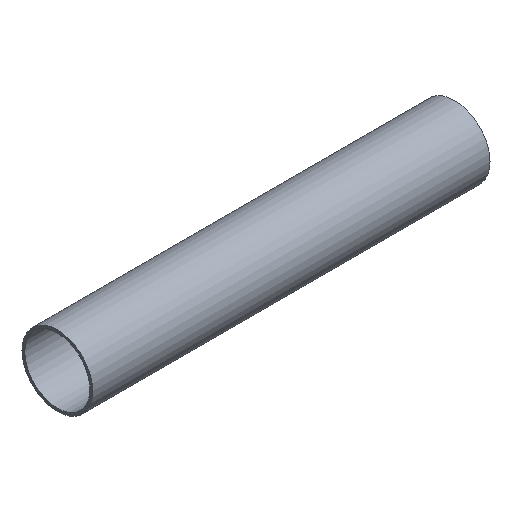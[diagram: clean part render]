
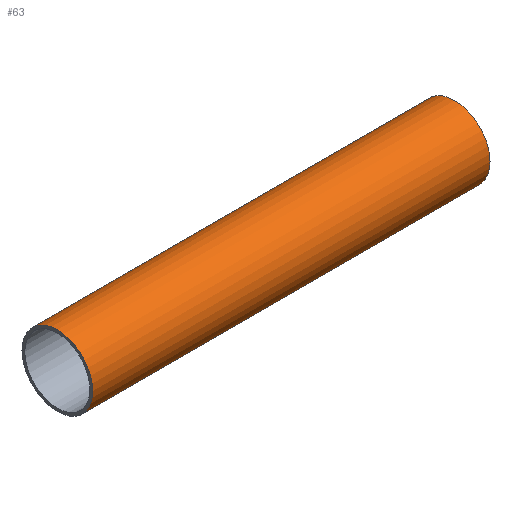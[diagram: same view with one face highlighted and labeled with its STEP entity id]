
A CAD part, isometric view. The second image highlights one B-rep face of the part: STEP entity #63.
In plain terms, the highlighted cylindrical face has radius 10.125 mm (diameter 20.25 mm), a full revolution.
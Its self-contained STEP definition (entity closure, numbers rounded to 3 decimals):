
#21=FACE_OUTER_BOUND('',#26,.T.);
#26=EDGE_LOOP('',(#53,#54,#55,#56));
#30=LINE('',#108,#32);
#32=VECTOR('',#92,10.125);
#35=CIRCLE('',#71,10.125);
#36=CIRCLE('',#73,10.125);
#39=VERTEX_POINT('',#103);
#40=VERTEX_POINT('',#106);
#44=EDGE_CURVE('',#39,#39,#35,.T.);
#45=EDGE_CURVE('',#40,#40,#36,.T.);
#46=EDGE_CURVE('',#40,#39,#30,.T.);
#53=ORIENTED_EDGE('',*,*,#45,.F.);
#54=ORIENTED_EDGE('',*,*,#46,.T.);
#55=ORIENTED_EDGE('',*,*,#44,.T.);
#56=ORIENTED_EDGE('',*,*,#46,.F.);
#60=CYLINDRICAL_SURFACE('',#72,10.125);
#63=ADVANCED_FACE('',(#21),#60,.T.);
#71=AXIS2_PLACEMENT_3D('',#104,#86,#87);
#72=AXIS2_PLACEMENT_3D('',#105,#88,#89);
#73=AXIS2_PLACEMENT_3D('',#107,#90,#91);
#86=DIRECTION('center_axis',(1.,0.,0.));
#87=DIRECTION('ref_axis',(0.,0.,-1.));
#88=DIRECTION('center_axis',(1.,0.,0.));
#89=DIRECTION('ref_axis',(0.,1.,0.));
#90=DIRECTION('center_axis',(1.,0.,0.));
#91=DIRECTION('ref_axis',(0.,0.,-1.));
#92=DIRECTION('',(-1.,0.,0.));
#103=CARTESIAN_POINT('',(0.94,-10.125,0.));
#104=CARTESIAN_POINT('Origin',(0.94,0.,0.));
#105=CARTESIAN_POINT('Origin',(57.84,0.,0.));
#106=CARTESIAN_POINT('',(114.74,-10.125,0.));
#107=CARTESIAN_POINT('Origin',(114.74,0.,0.));
#108=CARTESIAN_POINT('',(57.84,-10.125,0.));
